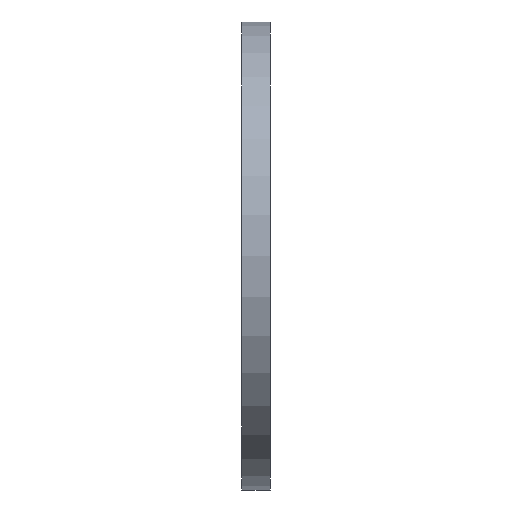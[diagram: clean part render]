
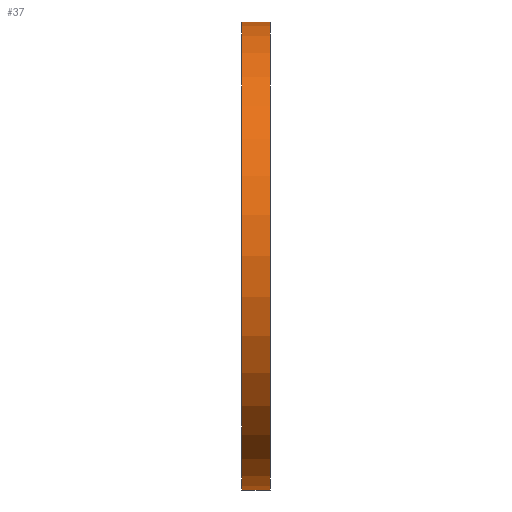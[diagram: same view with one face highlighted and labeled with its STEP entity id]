
A CAD part, left-side view. The second image highlights one B-rep face of the part: STEP entity #37.
In plain terms, the highlighted cylindrical face has radius 50 mm (diameter 100 mm), a partial arc.
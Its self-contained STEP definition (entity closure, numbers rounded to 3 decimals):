
#37 = ADVANCED_FACE ( 'NONE', ( #11950 ), #9982, .T. ) ;
#611 = CARTESIAN_POINT ( 'NONE',  ( 0., 6., 50. ) ) ;
#634 = LINE ( 'NONE', #1557, #2303 ) ;
#704 = VERTEX_POINT ( 'NONE', #4992 ) ;
#771 = ORIENTED_EDGE ( 'NONE', *, *, #4525, .T. ) ;
#900 = AXIS2_PLACEMENT_3D ( 'NONE', #11065, #5288, #4434 ) ;
#1557 = CARTESIAN_POINT ( 'NONE',  ( 0., 6., -50. ) ) ;
#1664 = EDGE_CURVE ( 'NONE', #704, #3018, #12228, .T. ) ;
#2055 = VECTOR ( 'NONE', #4521, 1000. ) ;
#2303 = VECTOR ( 'NONE', #4484, 1000. ) ;
#2555 = CARTESIAN_POINT ( 'NONE',  ( 0., 6., 0. ) ) ;
#3018 = VERTEX_POINT ( 'NONE', #7450 ) ;
#3812 = CARTESIAN_POINT ( 'NONE',  ( 0., 0., -50. ) ) ;
#3864 = DIRECTION ( 'NONE',  ( 0., 1., 0. ) ) ;
#4434 = DIRECTION ( 'NONE',  ( 0., 0., 1. ) ) ;
#4484 = DIRECTION ( 'NONE',  ( 0., -1., 0. ) ) ;
#4521 = DIRECTION ( 'NONE',  ( 0., -1., 0. ) ) ;
#4525 = EDGE_CURVE ( 'NONE', #5148, #6933, #634, .T. ) ;
#4639 = DIRECTION ( 'NONE',  ( 0., -1., 0. ) ) ;
#4992 = CARTESIAN_POINT ( 'NONE',  ( 0., 6., 50. ) ) ;
#5111 = ORIENTED_EDGE ( 'NONE', *, *, #11695, .F. ) ;
#5148 = VERTEX_POINT ( 'NONE', #9227 ) ;
#5288 = DIRECTION ( 'NONE',  ( 0., 1., 0. ) ) ;
#5309 = AXIS2_PLACEMENT_3D ( 'NONE', #10594, #3864, #10680 ) ;
#5632 = CIRCLE ( 'NONE', #5309, 50. ) ;
#6933 = VERTEX_POINT ( 'NONE', #3812 ) ;
#7450 = CARTESIAN_POINT ( 'NONE',  ( 0., 0., 50. ) ) ;
#7538 = AXIS2_PLACEMENT_3D ( 'NONE', #2555, #4639, #11533 ) ;
#7856 = ORIENTED_EDGE ( 'NONE', *, *, #1664, .F. ) ;
#9172 = EDGE_CURVE ( 'NONE', #6933, #3018, #11883, .T. ) ;
#9227 = CARTESIAN_POINT ( 'NONE',  ( 0., 6., -50. ) ) ;
#9839 = ORIENTED_EDGE ( 'NONE', *, *, #9172, .T. ) ;
#9982 = CYLINDRICAL_SURFACE ( 'NONE', #7538, 50. ) ;
#10594 = CARTESIAN_POINT ( 'NONE',  ( 0., 6., 0. ) ) ;
#10680 = DIRECTION ( 'NONE',  ( 0., 0., 1. ) ) ;
#11065 = CARTESIAN_POINT ( 'NONE',  ( 0., 0., 0. ) ) ;
#11197 = EDGE_LOOP ( 'NONE', ( #7856, #5111, #771, #9839 ) ) ;
#11533 = DIRECTION ( 'NONE',  ( 0., 0., -1. ) ) ;
#11695 = EDGE_CURVE ( 'NONE', #5148, #704, #5632, .T. ) ;
#11883 = CIRCLE ( 'NONE', #900, 50. ) ;
#11950 = FACE_OUTER_BOUND ( 'NONE', #11197, .T. ) ;
#12228 = LINE ( 'NONE', #611, #2055 ) ;
